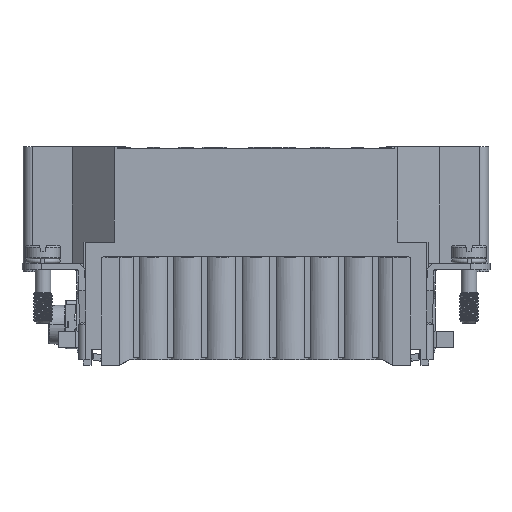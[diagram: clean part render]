
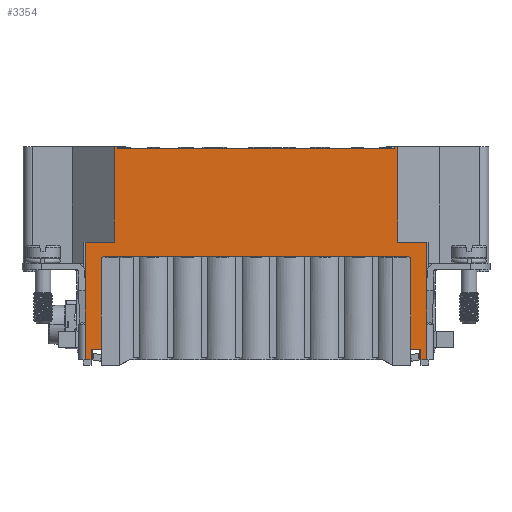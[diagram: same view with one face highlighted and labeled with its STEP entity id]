
A CAD part, front view. The second image highlights one B-rep face of the part: STEP entity #3354.
In plain terms, the highlighted planar face has unit normal (0, -1, 0).
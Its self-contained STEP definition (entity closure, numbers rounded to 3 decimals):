
#2496=CIRCLE('',#30425,0.5);
#2505=CIRCLE('',#30450,0.5);
#3354=ADVANCED_FACE('',(#5962),#4958,.F.);
#4958=PLANE('',#30451);
#5962=FACE_OUTER_BOUND('',#7425,.T.);
#7425=EDGE_LOOP('',(#10780,#10781,#10782,#10783,#10784,#10785,#10786,#10787,
#10788,#10789,#10790,#10791,#10792,#10793,#10794,#10795,#10796,#10797,#10798,
#10799,#10800,#10801,#10802,#10803,#10804,#10805,#10806,#10807,#10808,#10809));
#10780=ORIENTED_EDGE('',*,*,#21585,.T.);
#10781=ORIENTED_EDGE('',*,*,#21586,.T.);
#10782=ORIENTED_EDGE('',*,*,#21541,.F.);
#10783=ORIENTED_EDGE('',*,*,#21536,.T.);
#10784=ORIENTED_EDGE('',*,*,#21534,.T.);
#10785=ORIENTED_EDGE('',*,*,#21532,.F.);
#10786=ORIENTED_EDGE('',*,*,#21201,.T.);
#10787=ORIENTED_EDGE('',*,*,#21527,.F.);
#10788=ORIENTED_EDGE('',*,*,#21525,.T.);
#10789=ORIENTED_EDGE('',*,*,#20955,.F.);
#10790=ORIENTED_EDGE('',*,*,#21587,.T.);
#10791=ORIENTED_EDGE('',*,*,#21207,.T.);
#10792=ORIENTED_EDGE('',*,*,#21172,.F.);
#10793=ORIENTED_EDGE('',*,*,#20650,.T.);
#10794=ORIENTED_EDGE('',*,*,#21588,.F.);
#10795=ORIENTED_EDGE('',*,*,#21589,.T.);
#10796=ORIENTED_EDGE('',*,*,#21590,.T.);
#10797=ORIENTED_EDGE('',*,*,#21591,.T.);
#10798=ORIENTED_EDGE('',*,*,#21592,.T.);
#10799=ORIENTED_EDGE('',*,*,#21593,.T.);
#10800=ORIENTED_EDGE('',*,*,#21594,.T.);
#10801=ORIENTED_EDGE('',*,*,#21595,.T.);
#10802=ORIENTED_EDGE('',*,*,#21596,.F.);
#10803=ORIENTED_EDGE('',*,*,#21597,.F.);
#10804=ORIENTED_EDGE('',*,*,#21014,.F.);
#10805=ORIENTED_EDGE('',*,*,#21564,.F.);
#10806=ORIENTED_EDGE('',*,*,#21553,.F.);
#10807=ORIENTED_EDGE('',*,*,#21547,.T.);
#10808=ORIENTED_EDGE('',*,*,#21545,.T.);
#10809=ORIENTED_EDGE('',*,*,#21539,.F.);
#17796=VERTEX_POINT('',#41080);
#17798=VERTEX_POINT('',#41084);
#18066=VERTEX_POINT('',#42385);
#18103=VERTEX_POINT('',#42458);
#18162=VERTEX_POINT('',#42952);
#18163=VERTEX_POINT('',#42954);
#18307=VERTEX_POINT('',#43819);
#18326=VERTEX_POINT('',#43871);
#18327=VERTEX_POINT('',#43873);
#18331=VERTEX_POINT('',#43885);
#18493=VERTEX_POINT('',#44328);
#18539=VERTEX_POINT('',#44488);
#18541=VERTEX_POINT('',#44500);
#18543=VERTEX_POINT('',#44507);
#18546=VERTEX_POINT('',#44516);
#18547=VERTEX_POINT('',#44518);
#18548=VERTEX_POINT('',#44521);
#18550=VERTEX_POINT('',#44527);
#18551=VERTEX_POINT('',#44532);
#18556=VERTEX_POINT('',#44544);
#18575=VERTEX_POINT('',#44632);
#18576=VERTEX_POINT('',#44636);
#18577=VERTEX_POINT('',#44638);
#18578=VERTEX_POINT('',#44640);
#18579=VERTEX_POINT('',#44642);
#18580=VERTEX_POINT('',#44644);
#18581=VERTEX_POINT('',#44646);
#18582=VERTEX_POINT('',#44648);
#18583=VERTEX_POINT('',#44650);
#18584=VERTEX_POINT('',#44652);
#20650=EDGE_CURVE('',#17796,#17798,#24778,.T.);
#20955=EDGE_CURVE('',#18103,#18066,#24952,.T.);
#21014=EDGE_CURVE('',#18162,#18163,#24992,.T.);
#21172=EDGE_CURVE('',#17796,#18307,#25108,.T.);
#21201=EDGE_CURVE('',#18327,#18326,#25134,.T.);
#21207=EDGE_CURVE('',#18331,#18307,#25140,.T.);
#21525=EDGE_CURVE('',#18539,#18066,#2496,.T.);
#21527=EDGE_CURVE('',#18539,#18326,#25324,.T.);
#21532=EDGE_CURVE('',#18327,#18541,#25329,.T.);
#21534=EDGE_CURVE('',#18543,#18541,#25330,.T.);
#21536=EDGE_CURVE('',#18493,#18543,#25331,.T.);
#21539=EDGE_CURVE('',#18546,#18547,#25334,.T.);
#21541=EDGE_CURVE('',#18493,#18548,#25336,.T.);
#21545=EDGE_CURVE('',#18550,#18547,#25340,.T.);
#21547=EDGE_CURVE('',#18551,#18550,#25342,.T.);
#21553=EDGE_CURVE('',#18551,#18556,#25348,.T.);
#21564=EDGE_CURVE('',#18556,#18162,#25356,.T.);
#21585=EDGE_CURVE('',#18546,#18575,#25372,.T.);
#21586=EDGE_CURVE('',#18575,#18548,#25373,.T.);
#21587=EDGE_CURVE('',#18103,#18331,#2505,.T.);
#21588=EDGE_CURVE('',#18576,#17798,#25374,.T.);
#21589=EDGE_CURVE('',#18576,#18577,#25375,.T.);
#21590=EDGE_CURVE('',#18577,#18578,#25376,.T.);
#21591=EDGE_CURVE('',#18578,#18579,#25377,.T.);
#21592=EDGE_CURVE('',#18579,#18580,#25378,.T.);
#21593=EDGE_CURVE('',#18580,#18581,#25379,.T.);
#21594=EDGE_CURVE('',#18581,#18582,#25380,.T.);
#21595=EDGE_CURVE('',#18582,#18583,#25381,.T.);
#21596=EDGE_CURVE('',#18584,#18583,#25382,.T.);
#21597=EDGE_CURVE('',#18163,#18584,#25383,.T.);
#24778=LINE('',#41085,#27461);
#24952=LINE('',#42459,#27635);
#24992=LINE('',#42953,#27675);
#25108=LINE('',#43818,#27791);
#25134=LINE('',#43872,#27817);
#25140=LINE('',#43884,#27823);
#25324=LINE('',#44493,#28007);
#25329=LINE('',#44503,#28012);
#25330=LINE('',#44506,#28013);
#25331=LINE('',#44510,#28014);
#25334=LINE('',#44517,#28017);
#25336=LINE('',#44520,#28019);
#25340=LINE('',#44528,#28023);
#25342=LINE('',#44531,#28025);
#25348=LINE('',#44543,#28031);
#25356=LINE('',#44577,#28039);
#25372=LINE('',#44631,#28055);
#25373=LINE('',#44633,#28056);
#25374=LINE('',#44635,#28057);
#25375=LINE('',#44637,#28058);
#25376=LINE('',#44639,#28059);
#25377=LINE('',#44641,#28060);
#25378=LINE('',#44643,#28061);
#25379=LINE('',#44645,#28062);
#25380=LINE('',#44647,#28063);
#25381=LINE('',#44649,#28064);
#25382=LINE('',#44651,#28065);
#25383=LINE('',#44653,#28066);
#27461=VECTOR('',#32922,1.);
#27635=VECTOR('',#33348,1.);
#27675=VECTOR('',#33392,1.);
#27791=VECTOR('',#33566,1.);
#27817=VECTOR('',#33608,1.);
#27823=VECTOR('',#33618,1.);
#28007=VECTOR('',#34234,1.);
#28012=VECTOR('',#34243,1.);
#28013=VECTOR('',#34248,1.);
#28014=VECTOR('',#34253,1.);
#28017=VECTOR('',#34258,1.);
#28019=VECTOR('',#34260,1.);
#28023=VECTOR('',#34266,1.);
#28025=VECTOR('',#34270,1.);
#28031=VECTOR('',#34278,1.);
#28039=VECTOR('',#34294,1.);
#28055=VECTOR('',#34328,1.);
#28056=VECTOR('',#34329,1.);
#28057=VECTOR('',#34332,1.);
#28058=VECTOR('',#34333,1.);
#28059=VECTOR('',#34334,1.);
#28060=VECTOR('',#34335,1.);
#28061=VECTOR('',#34336,1.);
#28062=VECTOR('',#34337,1.);
#28063=VECTOR('',#34338,1.);
#28064=VECTOR('',#34339,1.);
#28065=VECTOR('',#34340,1.);
#28066=VECTOR('',#34341,1.);
#30425=AXIS2_PLACEMENT_3D('',#44490,#34229,#34230);
#30450=AXIS2_PLACEMENT_3D('',#44634,#34330,#34331);
#30451=AXIS2_PLACEMENT_3D('',#44654,#34342,#34343);
#32922=DIRECTION('',(0.,0.,-1.));
#33348=DIRECTION('',(-1.,0.,0.));
#33392=DIRECTION('',(1.,0.,0.));
#33566=DIRECTION('',(-1.,0.,0.));
#33608=DIRECTION('',(1.,0.,0.));
#33618=DIRECTION('',(0.,0.,-1.));
#34229=DIRECTION('',(0.,1.,0.));
#34230=DIRECTION('',(-1.,0.,0.));
#34234=DIRECTION('',(0.,0.,-1.));
#34243=DIRECTION('',(0.,0.,-1.));
#34248=DIRECTION('',(1.,0.,0.));
#34253=DIRECTION('',(0.,0.,-1.));
#34258=DIRECTION('',(0.,0.,1.));
#34260=DIRECTION('',(0.,0.,1.));
#34266=DIRECTION('',(-1.,0.,0.));
#34270=DIRECTION('',(0.,0.,-1.));
#34278=DIRECTION('',(1.,0.,0.));
#34294=DIRECTION('',(0.,0.,-1.));
#34328=DIRECTION('',(0.017,0.,-1.));
#34329=DIRECTION('',(-1.,0.,-0.017));
#34330=DIRECTION('',(0.,1.,0.));
#34331=DIRECTION('',(-1.,0.,0.));
#34332=DIRECTION('',(-1.,0.,0.));
#34333=DIRECTION('',(0.,0.,1.));
#34334=DIRECTION('',(0.,0.,1.));
#34335=DIRECTION('',(-1.,0.,0.017));
#34336=DIRECTION('',(0.017,0.,1.));
#34337=DIRECTION('',(0.,0.,1.));
#34338=DIRECTION('',(-1.,0.,0.));
#34339=DIRECTION('',(0.,0.,1.));
#34340=DIRECTION('',(1.,0.,0.));
#34341=DIRECTION('',(0.,0.,1.));
#34342=DIRECTION('',(0.,1.,0.));
#34343=DIRECTION('',(1.,0.,0.));
#41080=CARTESIAN_POINT('',(25.55,-11.25,-39.4));
#41084=CARTESIAN_POINT('',(25.55,-11.25,-41.));
#41085=CARTESIAN_POINT('',(25.55,-11.25,-40.8));
#42385=CARTESIAN_POINT('',(-23.45,-11.25,-25.));
#42458=CARTESIAN_POINT('',(23.45,-11.25,-25.));
#42459=CARTESIAN_POINT('',(9.95,-11.25,-25.));
#42952=CARTESIAN_POINT('',(-21.5,-11.25,-8.3));
#42953=CARTESIAN_POINT('',(9.95,-11.25,-8.3));
#42954=CARTESIAN_POINT('',(21.5,-11.25,-8.3));
#43818=CARTESIAN_POINT('',(26.45,-11.25,-39.4));
#43819=CARTESIAN_POINT('',(23.95,-11.25,-39.4));
#43871=CARTESIAN_POINT('',(-23.95,-11.25,-39.4));
#43872=CARTESIAN_POINT('',(-26.45,-11.25,-39.4));
#43873=CARTESIAN_POINT('',(-25.55,-11.25,-39.4));
#43884=CARTESIAN_POINT('',(23.95,-11.25,-40.8));
#43885=CARTESIAN_POINT('',(23.95,-11.25,-25.5));
#44328=CARTESIAN_POINT('',(-26.45,-11.25,-35.5));
#44488=CARTESIAN_POINT('',(-23.95,-11.25,-25.5));
#44490=CARTESIAN_POINT('',(-23.45,-11.25,-25.5));
#44493=CARTESIAN_POINT('',(-23.95,-11.25,-40.8));
#44500=CARTESIAN_POINT('',(-25.55,-11.25,-41.));
#44503=CARTESIAN_POINT('',(-25.55,-11.25,-40.9));
#44506=CARTESIAN_POINT('',(9.95,-11.25,-41.));
#44507=CARTESIAN_POINT('',(-26.45,-11.25,-41.));
#44510=CARTESIAN_POINT('',(-26.45,-11.25,-40.8));
#44516=CARTESIAN_POINT('',(-26.45,-11.25,-30.749));
#44517=CARTESIAN_POINT('',(-26.45,-11.25,-40.8));
#44518=CARTESIAN_POINT('',(-26.45,-11.25,-22.8));
#44520=CARTESIAN_POINT('',(-26.45,-11.25,-40.8));
#44521=CARTESIAN_POINT('',(-26.45,-11.25,-30.818));
#44527=CARTESIAN_POINT('',(-21.948,-11.25,-22.8));
#44528=CARTESIAN_POINT('',(9.95,-11.25,-22.8));
#44531=CARTESIAN_POINT('',(-21.948,-11.25,-40.8));
#44532=CARTESIAN_POINT('',(-21.948,-11.25,-8.));
#44543=CARTESIAN_POINT('',(0.15,-11.25,-8.));
#44544=CARTESIAN_POINT('',(-21.5,-11.25,-8.));
#44577=CARTESIAN_POINT('',(-21.5,-11.25,-40.8));
#44631=CARTESIAN_POINT('',(-26.264,-11.25,-41.432));
#44632=CARTESIAN_POINT('',(-26.449,-11.25,-30.818));
#44633=CARTESIAN_POINT('',(9.765,-11.25,-30.186));
#44634=CARTESIAN_POINT('',(23.45,-11.25,-25.5));
#44635=CARTESIAN_POINT('',(26.45,-11.25,-41.));
#44636=CARTESIAN_POINT('',(26.45,-11.25,-41.));
#44637=CARTESIAN_POINT('',(26.45,-11.25,-40.8));
#44638=CARTESIAN_POINT('',(26.45,-11.25,-35.5));
#44639=CARTESIAN_POINT('',(26.45,-11.25,-40.8));
#44640=CARTESIAN_POINT('',(26.45,-11.25,-30.818));
#44641=CARTESIAN_POINT('',(10.129,-11.25,-30.533));
#44642=CARTESIAN_POINT('',(26.449,-11.25,-30.818));
#44643=CARTESIAN_POINT('',(26.27,-11.25,-41.085));
#44644=CARTESIAN_POINT('',(26.45,-11.25,-30.749));
#44645=CARTESIAN_POINT('',(26.45,-11.25,-40.8));
#44646=CARTESIAN_POINT('',(26.45,-11.25,-22.8));
#44647=CARTESIAN_POINT('',(26.45,-11.25,-22.8));
#44648=CARTESIAN_POINT('',(21.948,-11.25,-22.8));
#44649=CARTESIAN_POINT('',(21.948,-11.25,-40.8));
#44650=CARTESIAN_POINT('',(21.948,-11.25,-8.));
#44651=CARTESIAN_POINT('',(16.65,-11.25,-8.));
#44652=CARTESIAN_POINT('',(21.5,-11.25,-8.));
#44653=CARTESIAN_POINT('',(21.5,-11.25,-40.8));
#44654=CARTESIAN_POINT('',(9.95,-11.25,-40.8));
